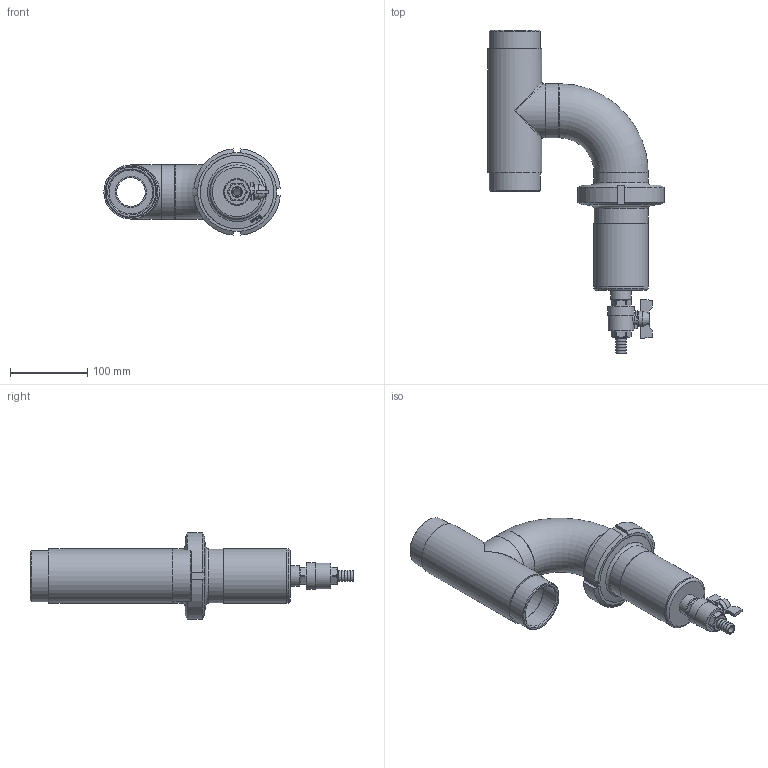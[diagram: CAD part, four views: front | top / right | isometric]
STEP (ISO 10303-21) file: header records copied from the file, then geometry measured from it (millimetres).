
FILE_DESCRIPTION(/* description */ ('Unknown'),/* implementation_level */ '2;1');
FILE_NAME(/* name */ 'RD4G2VH STP',/* time_stamp */ '2021-04-10T09:30:03+02:00',/* author */ ('Unknown'),/* organization */ ('Unknown'),/* preprocessor_version */ 'ST-DEVELOPER v16.7',/* originating_system */ 'Solid Edge',/* authorisation */ 'Unknown');
FILE_SCHEMA (('AUTOMOTIVE_DESIGN {1 0 10303 214 3 1 1}'));
Length unit declared in the file: millimetre
Products named in the file (17): RD4G2VH STP; 40-011-0; 40-009-0; MUFNA G 2 INCH ; KOLENO 70X2 R80 90ST; HRDLO KUZELOVE DN65; MATICE PRESUVNA  DN65; TESNENI  DN65; HRDLO ZAVITOVE DN65; 40-010-0; 40-003-0; 40-012-1; O KROUZEK 19X2 EPDM ; 40-013-0  BALL VALVE G 1_2  MM ; 40-013-0 BALL VALVE G 1_2 PART1_2; 40-013-0 BALL VALVE G 1_2 PART2_2; 40-001-0
Assembly tree (17 placements, depth 3):
  RD4G2VH STP
    40-011-0
    40-009-0
    MUFNA G 2 INCH   x2
    KOLENO 70X2 R80 90ST
    HRDLO KUZELOVE DN65
    MATICE PRESUVNA  DN65
    TESNENI  DN65
    HRDLO ZAVITOVE DN65
    40-010-0
    40-003-0
    40-012-1
    O KROUZEK 19X2 EPDM 
    40-013-0  BALL VALVE G 1_2  MM 
      40-013-0 BALL VALVE G 1_2 PART1_2
      40-013-0 BALL VALVE G 1_2 PART2_2
    40-001-0
Bounding box: 227.98 x 418 x 111.55 mm (x, y, z)
Volume: 437912.3 mm3; surface area: 297596.8 mm2
Topology: 16 solids, 16 shells, 763 faces, 1899 edges, 1245 vertices
Faces by surface type: plane 486, cylinder 196, cone 64, torus 12, bspline 4, sphere 1
Full cylindrical faces by diameter (mm): 7 x1, 8 x1, 10 x2, 14 x1, 14.95 x2, 15 x3, 18.631 x1, 19 x2, 20 x1, 20.955 x2, 23 x2, 26.5 x2, 33 x1, 34.5 x1, 37 x1, 40.2 x1, 41.6 x1, 56.66 x2, 64.84 x1, 65.8 x1, 66 x8, 66.3 x2, 70 x9, 71 x2, 79 x1, 80 x1, 81 x2, 91.19 x1, 95 x2
Entity records: 23351 total; most frequent: CARTESIAN_POINT 4849, ORIENTED_EDGE 3490, DIRECTION 3368, EDGE_CURVE 1745, VERTEX_POINT 1198, AXIS2_PLACEMENT_3D 1160, LINE 1048, VECTOR 1048
